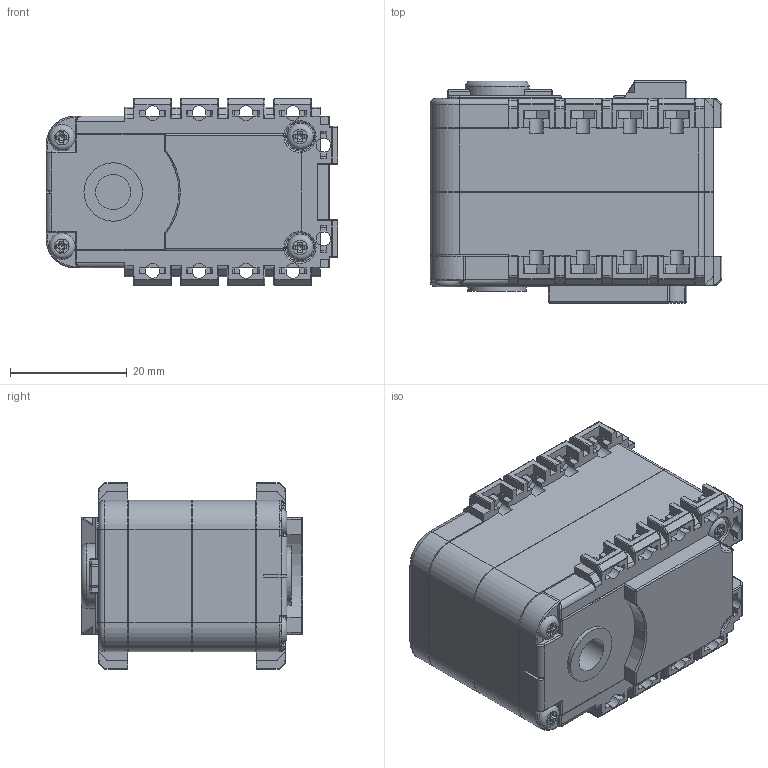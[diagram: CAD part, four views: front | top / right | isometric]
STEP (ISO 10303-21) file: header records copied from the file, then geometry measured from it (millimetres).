
FILE_DESCRIPTION(/* description */ (''),/* implementation_level */ '2;1');
FILE_NAME(/* name */ 'AX12.stp',/* time_stamp */ '2016-09-05T15:46:58-04:00',/* author */ ('Labtech'),/* organization */ (''),/* preprocessor_version */ 'ST-DEVELOPER v16.5',/* originating_system */ 'Autodesk Inventor 2017',/* authorisation */ '');
FILE_SCHEMA (('AUTOMOTIVE_DESIGN { 1 0 10303 214 3 1 1 }'));
Length unit declared in the file: millimetre
Products named in the file (1): AX12
Bounding box: 50 x 38 x 32 mm (x, y, z)
Volume: 41251.3 mm3; surface area: 11143.7 mm2
Topology: 1 solids, 2 shells, 1501 faces, 4137 edges, 2554 vertices
Faces by surface type: plane 904, cylinder 455, sphere 102, torus 29, bspline 6, cone 5
Full cylindrical faces by diameter (mm): 0.5 x6, 3.25 x1, 3.5 x1, 4.5 x2, 5 x2, 6 x1, 8 x1, 10 x1, 11 x1
Entity records: 46901 total; most frequent: CARTESIAN_POINT 8817, ORIENTED_EDGE 8028, DIRECTION 7887, EDGE_CURVE 4014, LINE 2989, VECTOR 2989, VERTEX_POINT 2533, AXIS2_PLACEMENT_3D 2449
